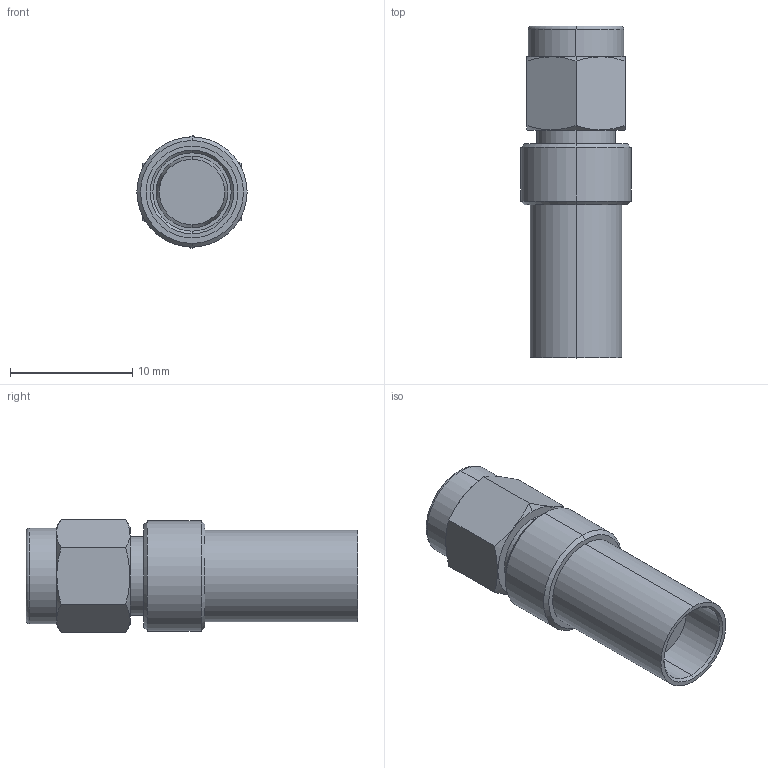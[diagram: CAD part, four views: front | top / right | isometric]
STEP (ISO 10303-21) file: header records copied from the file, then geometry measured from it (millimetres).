
FILE_DESCRIPTION((''),'2;1');
FILE_NAME('2','2021-08-11T',('Administrator'),(''),'PRO/ENGINEER BY PARAMETRIC TECHNOLOGY CORPORATION, 2012090','PRO/ENGINEER BY PARAMETRIC TECHNOLOGY CORPORATION, 2012090','');
FILE_SCHEMA(('CONFIG_CONTROL_DESIGN'));
Length unit declared in the file: millimetre
Products named in the file (1): 2
Bounding box: 9 x 27.1 x 9.25 mm (x, y, z)
Volume: 1034.8 mm3; surface area: 1450.1 mm2
Topology: 1 solids, 1 shells, 81 faces, 175 edges, 109 vertices
Faces by surface type: cylinder 32, plane 23, cone 18, bspline 6, torus 2
Entity records: 3544 total; most frequent: CARTESIAN_POINT 1764, DIRECTION 362, ORIENTED_EDGE 350, EDGE_CURVE 175, AXIS2_PLACEMENT_3D 149, VERTEX_POINT 109, EDGE_LOOP 94, FACE_OUTER_BOUND 81
